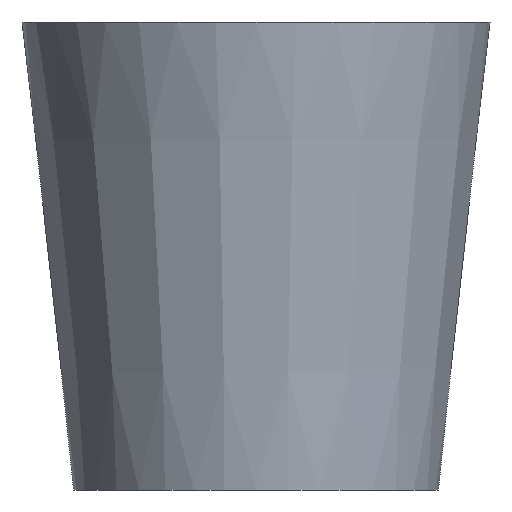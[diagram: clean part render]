
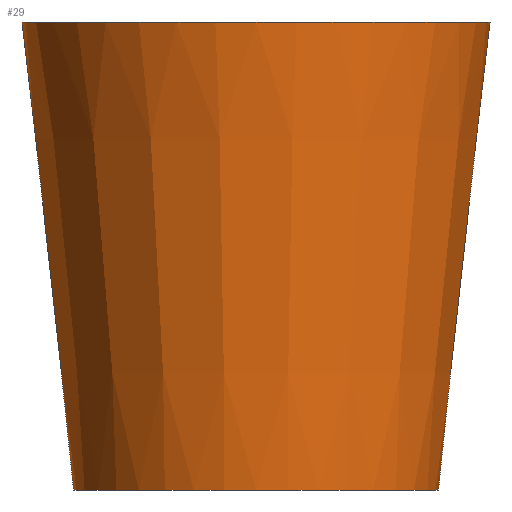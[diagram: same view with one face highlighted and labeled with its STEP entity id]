
A CAD part, left-side view. The second image highlights one B-rep face of the part: STEP entity #29.
In plain terms, the highlighted conical face has half-angle 6.291 degrees and reference radius 9.9 mm.
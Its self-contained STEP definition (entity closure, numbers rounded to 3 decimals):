
#29 = ADVANCED_FACE( '', ( #53, #54 ), #55, .T. );
#53 = FACE_OUTER_BOUND( '', #70, .T. );
#54 = FACE_BOUND( '', #71, .T. );
#55 = CONICAL_SURFACE( '', #72, 9.9, 0.11 );
#70 = EDGE_LOOP( '', ( #83 ) );
#71 = EDGE_LOOP( '', ( #84 ) );
#72 = AXIS2_PLACEMENT_3D( '', #85, #86, #87 );
#83 = ORIENTED_EDGE( '', *, *, #94, .F. );
#84 = ORIENTED_EDGE( '', *, *, #96, .T. );
#85 = CARTESIAN_POINT( '', ( 0., 0., 0. ) );
#86 = DIRECTION( '', ( 0., 0., 1. ) );
#87 = DIRECTION( '', ( 1., 0., 0. ) );
#94 = EDGE_CURVE( '', #99, #99, #100, .T. );
#96 = EDGE_CURVE( '', #102, #102, #103, .T. );
#99 = VERTEX_POINT( '', #106 );
#100 = CIRCLE( '', #107, 12.7 );
#102 = VERTEX_POINT( '', #109 );
#103 = CIRCLE( '', #110, 9.9 );
#106 = CARTESIAN_POINT( '', ( 12.7, 0., 25.4 ) );
#107 = AXIS2_PLACEMENT_3D( '', #112, #113, #114 );
#109 = CARTESIAN_POINT( '', ( 9.9, 0., 0. ) );
#110 = AXIS2_PLACEMENT_3D( '', #115, #116, #117 );
#112 = CARTESIAN_POINT( '', ( 0., 0., 25.4 ) );
#113 = DIRECTION( '', ( 0., 0., 1. ) );
#114 = DIRECTION( '', ( 1., 0., 0. ) );
#115 = CARTESIAN_POINT( '', ( 0., 0., 0. ) );
#116 = DIRECTION( '', ( 0., 0., 1. ) );
#117 = DIRECTION( '', ( 1., 0., 0. ) );
